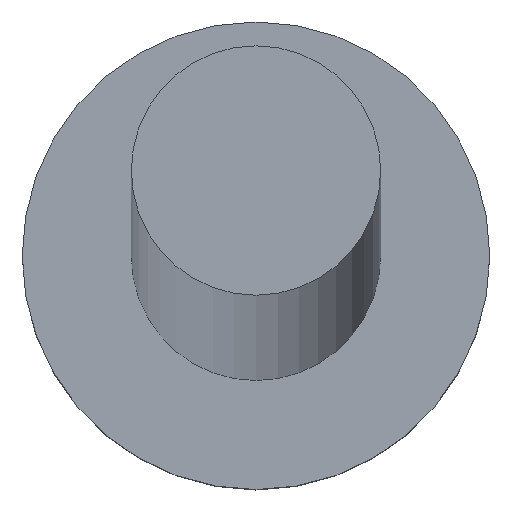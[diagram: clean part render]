
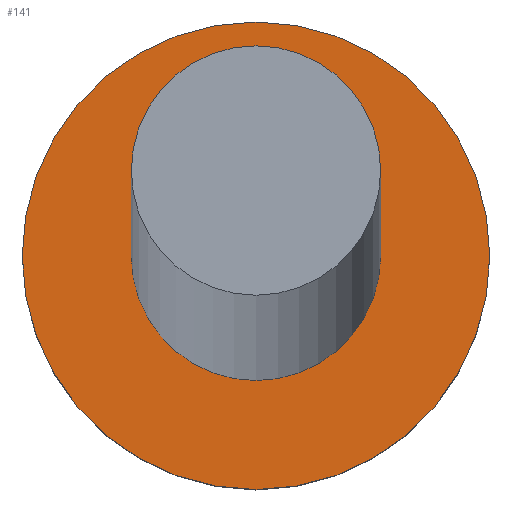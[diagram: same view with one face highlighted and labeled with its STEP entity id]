
A CAD part, top view. The second image highlights one B-rep face of the part: STEP entity #141.
In plain terms, the highlighted planar face has unit normal (0, 0, 1).
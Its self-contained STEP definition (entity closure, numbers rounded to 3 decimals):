
#2 = EDGE_CURVE ( 'NONE', #231, #105, #174, .T. ) ;
#11 = CIRCLE ( 'NONE', #67, 1.6 ) ;
#14 = DIRECTION ( 'NONE',  ( 1., 0., 0. ) ) ;
#15 = CARTESIAN_POINT ( 'NONE',  ( 0., 0., 3. ) ) ;
#16 = DIRECTION ( 'NONE',  ( 0., 0., 1. ) ) ;
#26 = DIRECTION ( 'NONE',  ( 1., 0., 0. ) ) ;
#41 = AXIS2_PLACEMENT_3D ( 'NONE', #187, #130, #26 ) ;
#54 = DIRECTION ( 'NONE',  ( 1., 0., 0. ) ) ;
#58 = AXIS2_PLACEMENT_3D ( 'NONE', #173, #190, #54 ) ;
#59 = PLANE ( 'NONE',  #103 ) ;
#62 = AXIS2_PLACEMENT_3D ( 'NONE', #223, #205, #14 ) ;
#65 = EDGE_LOOP ( 'NONE', ( #185, #222 ) ) ;
#67 = AXIS2_PLACEMENT_3D ( 'NONE', #15, #253, #172 ) ;
#73 = CARTESIAN_POINT ( 'NONE',  ( -3., 0., 3. ) ) ;
#93 = FACE_BOUND ( 'NONE', #65, .T. ) ;
#94 = CARTESIAN_POINT ( 'NONE',  ( 3., 0., 3. ) ) ;
#96 = DIRECTION ( 'NONE',  ( 1., 0., 0. ) ) ;
#103 = AXIS2_PLACEMENT_3D ( 'NONE', #194, #16, #96 ) ;
#105 = VERTEX_POINT ( 'NONE', #73 ) ;
#111 = VERTEX_POINT ( 'NONE', #145 ) ;
#122 = EDGE_LOOP ( 'NONE', ( #206, #196 ) ) ;
#125 = EDGE_CURVE ( 'NONE', #111, #162, #170, .T. ) ;
#130 = DIRECTION ( 'NONE',  ( 0., 0., 1. ) ) ;
#141 = ADVANCED_FACE ( 'NONE', ( #93, #153 ), #59, .T. ) ;
#145 = CARTESIAN_POINT ( 'NONE',  ( 1.6, 0., 3. ) ) ;
#149 = EDGE_CURVE ( 'NONE', #105, #231, #241, .T. ) ;
#153 = FACE_OUTER_BOUND ( 'NONE', #122, .T. ) ;
#162 = VERTEX_POINT ( 'NONE', #212 ) ;
#170 = CIRCLE ( 'NONE', #62, 1.6 ) ;
#172 = DIRECTION ( 'NONE',  ( 1., 0., 0. ) ) ;
#173 = CARTESIAN_POINT ( 'NONE',  ( 0., 0., 3. ) ) ;
#174 = CIRCLE ( 'NONE', #41, 3. ) ;
#178 = EDGE_CURVE ( 'NONE', #162, #111, #11, .T. ) ;
#185 = ORIENTED_EDGE ( 'NONE', *, *, #178, .F. ) ;
#187 = CARTESIAN_POINT ( 'NONE',  ( 0., 0., 3. ) ) ;
#190 = DIRECTION ( 'NONE',  ( 0., 0., 1. ) ) ;
#194 = CARTESIAN_POINT ( 'NONE',  ( 0., 0., 3. ) ) ;
#196 = ORIENTED_EDGE ( 'NONE', *, *, #2, .T. ) ;
#205 = DIRECTION ( 'NONE',  ( 0., 0., 1. ) ) ;
#206 = ORIENTED_EDGE ( 'NONE', *, *, #149, .T. ) ;
#212 = CARTESIAN_POINT ( 'NONE',  ( -1.6, 0., 3. ) ) ;
#222 = ORIENTED_EDGE ( 'NONE', *, *, #125, .F. ) ;
#223 = CARTESIAN_POINT ( 'NONE',  ( 0., 0., 3. ) ) ;
#231 = VERTEX_POINT ( 'NONE', #94 ) ;
#241 = CIRCLE ( 'NONE', #58, 3. ) ;
#253 = DIRECTION ( 'NONE',  ( 0., 0., 1. ) ) ;
